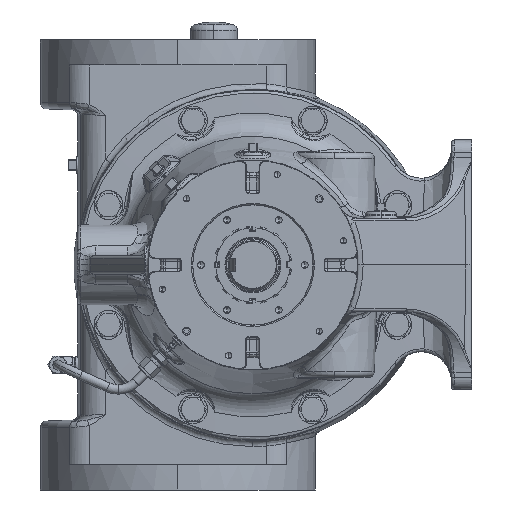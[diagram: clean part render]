
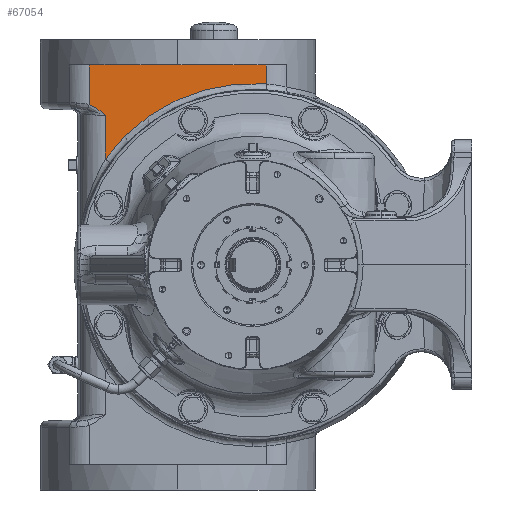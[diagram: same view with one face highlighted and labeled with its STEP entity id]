
A CAD part, left-side view. The second image highlights one B-rep face of the part: STEP entity #67054.
In plain terms, the highlighted planar face has unit normal (-1, 0, 0).
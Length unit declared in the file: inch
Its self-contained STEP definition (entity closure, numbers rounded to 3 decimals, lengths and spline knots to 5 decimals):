
#7497 = CARTESIAN_POINT ( 'NONE',  ( 0.865, 6.25878, 6.26453 ) ) ;
#10320 = VECTOR ( 'NONE', #199321, 39.37008 ) ;
#16136 = VECTOR ( 'NONE', #80034, 39.37008 ) ;
#21817 = CARTESIAN_POINT ( 'NONE',  ( 0.865, 6.42418, 6.36149 ) ) ;
#23739 = DIRECTION ( 'NONE',  ( 1., 0., 0. ) ) ;
#24145 = CARTESIAN_POINT ( 'NONE',  ( 0.865, 5.94587, 6.02667 ) ) ;
#25075 = CARTESIAN_POINT ( 'NONE',  ( 0.865, -0.54251, 8. ) ) ;
#30800 = VECTOR ( 'NONE', #51890, 39.37008 ) ;
#35230 = CARTESIAN_POINT ( 'NONE',  ( 0.865, -0.54251, 8.74 ) ) ;
#35257 = CARTESIAN_POINT ( 'NONE',  ( 0.865, 5.90249, 8. ) ) ;
#39426 = B_SPLINE_CURVE_WITH_KNOTS ( 'NONE', 3,
 ( #114510, #59816, #21817, #94299, #7497, #75327, #203728, #168022, #151324, #207263, #24145, #40810, #129982, #189394, #116840 ),
 .UNSPECIFIED., .F., .F.,
 ( 4, 2, 2, 2, 2, 1, 2, 4 ),
 ( 0., 0.00487, 0.00974, 0.01461, 0.01704, 0.01826, 0.01887, 0.01947 ),
 .UNSPECIFIED. ) ;
#40810 = CARTESIAN_POINT ( 'NONE',  ( 0.865, 5.92727, 6.0113 ) ) ;
#44413 = CARTESIAN_POINT ( 'NONE',  ( 0.865, 5.90249, 5.9908 ) ) ;
#45131 = FACE_OUTER_BOUND ( 'NONE', #138031, .T. ) ;
#46095 = VERTEX_POINT ( 'NONE', #135475 ) ;
#48331 = CIRCLE ( 'NONE', #204143, 7.26334 ) ;
#49843 = VERTEX_POINT ( 'NONE', #86413 ) ;
#51890 = DIRECTION ( 'NONE',  ( 0., 0., -1. ) ) ;
#59816 = CARTESIAN_POINT ( 'NONE',  ( 0.865, 6.48194, 6.38955 ) ) ;
#63034 = DIRECTION ( 'NONE',  ( 0., 0., -1. ) ) ;
#64217 = CARTESIAN_POINT ( 'NONE',  ( 0.865, 5.90249, 8.3621 ) ) ;
#67054 = ADVANCED_FACE ( 'Defeatured_0_174', ( #45131 ), #81951, .F. ) ;
#69268 = EDGE_CURVE ( 'NONE', #49843, #161072, #39426, .T. ) ;
#75327 = CARTESIAN_POINT ( 'NONE',  ( 0.865, 6.15379, 6.19133 ) ) ;
#77527 = EDGE_CURVE ( 'NONE', #46095, #49843, #227413, .T. ) ;
#79433 = ORIENTED_EDGE ( 'NONE', *, *, #188932, .F. ) ;
#80034 = DIRECTION ( 'NONE',  ( 0., 0., -1. ) ) ;
#81951 = PLANE ( 'NONE',  #183471 ) ;
#86413 = CARTESIAN_POINT ( 'NONE',  ( 0.865, 6.54251, 6.41306 ) ) ;
#89908 = LINE ( 'NONE', #35257, #10320 ) ;
#94299 = CARTESIAN_POINT ( 'NONE',  ( 0.865, 6.31259, 6.29899 ) ) ;
#98591 = DIRECTION ( 'NONE',  ( 0., 0., -1. ) ) ;
#112457 = VECTOR ( 'NONE', #63034, 39.37008 ) ;
#114510 = CARTESIAN_POINT ( 'NONE',  ( 0.865, 6.54251, 6.41306 ) ) ;
#116840 = CARTESIAN_POINT ( 'NONE',  ( 0.865, 5.90249, 5.9908 ) ) ;
#129982 = CARTESIAN_POINT ( 'NONE',  ( 0.865, 5.91487, 6.00105 ) ) ;
#135475 = CARTESIAN_POINT ( 'NONE',  ( 0.865, 6.54251, 8. ) ) ;
#138031 = EDGE_LOOP ( 'NONE', ( #79433, #143157, #229482, #196588, #182704, #225107 ) ) ;
#138225 = DIRECTION ( 'NONE',  ( 0., 0., -1. ) ) ;
#143157 = ORIENTED_EDGE ( 'NONE', *, *, #77527, .T. ) ;
#151324 = CARTESIAN_POINT ( 'NONE',  ( 0.865, 6.00189, 6.07252 ) ) ;
#153165 = EDGE_CURVE ( 'NONE', #161072, #224636, #224744, .T. ) ;
#154403 = CARTESIAN_POINT ( 'NONE',  ( 0.865, 5.90249, 4.23282 ) ) ;
#161072 = VERTEX_POINT ( 'NONE', #44413 ) ;
#168022 = CARTESIAN_POINT ( 'NONE',  ( 0.865, 6.02693, 6.09274 ) ) ;
#171143 = CARTESIAN_POINT ( 'NONE',  ( 0.865, 5.90249, 8.3621 ) ) ;
#173871 = DIRECTION ( 'NONE',  ( 1., 0., 0. ) ) ;
#182704 = ORIENTED_EDGE ( 'NONE', *, *, #189424, .T. ) ;
#183471 = AXIS2_PLACEMENT_3D ( 'NONE', #171143, #23739, #98591 ) ;
#185147 = VERTEX_POINT ( 'NONE', #25075 ) ;
#188932 = EDGE_CURVE ( 'NONE', #46095, #185147, #89908, .T. ) ;
#189394 = CARTESIAN_POINT ( 'NONE',  ( 0.865, 5.90864, 5.99589 ) ) ;
#189413 = CARTESIAN_POINT ( 'NONE',  ( 0.865, 0., 0. ) ) ;
#189424 = EDGE_CURVE ( 'NONE', #224636, #196622, #48331, .T. ) ;
#196588 = ORIENTED_EDGE ( 'NONE', *, *, #153165, .T. ) ;
#196622 = VERTEX_POINT ( 'NONE', #234037 ) ;
#199321 = DIRECTION ( 'NONE',  ( 0., -1., 0. ) ) ;
#203728 = CARTESIAN_POINT ( 'NONE',  ( 0.865, 6.10262, 6.15258 ) ) ;
#204143 = AXIS2_PLACEMENT_3D ( 'NONE', #189413, #173871, #138225 ) ;
#206119 = CARTESIAN_POINT ( 'NONE',  ( 0.865, 6.54251, 8.74 ) ) ;
#207263 = CARTESIAN_POINT ( 'NONE',  ( 0.865, 5.96451, 6.04199 ) ) ;
#212511 = EDGE_CURVE ( 'NONE', #185147, #196622, #226771, .T. ) ;
#224636 = VERTEX_POINT ( 'NONE', #154403 ) ;
#224744 = LINE ( 'NONE', #64217, #112457 ) ;
#225107 = ORIENTED_EDGE ( 'NONE', *, *, #212511, .F. ) ;
#226771 = LINE ( 'NONE', #35230, #30800 ) ;
#227413 = LINE ( 'NONE', #206119, #16136 ) ;
#229482 = ORIENTED_EDGE ( 'NONE', *, *, #69268, .T. ) ;
#234037 = CARTESIAN_POINT ( 'NONE',  ( 0.865, -0.54251, 7.24305 ) ) ;
